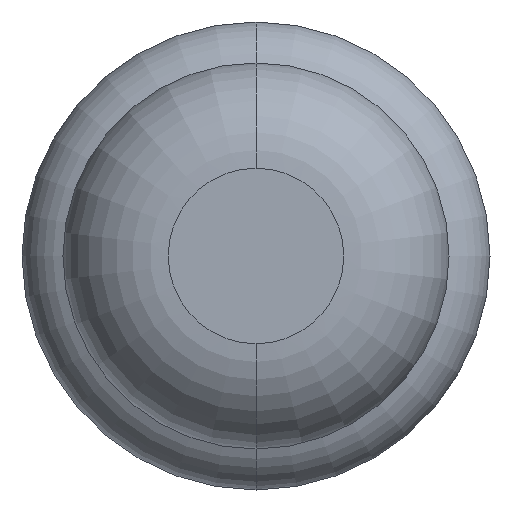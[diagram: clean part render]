
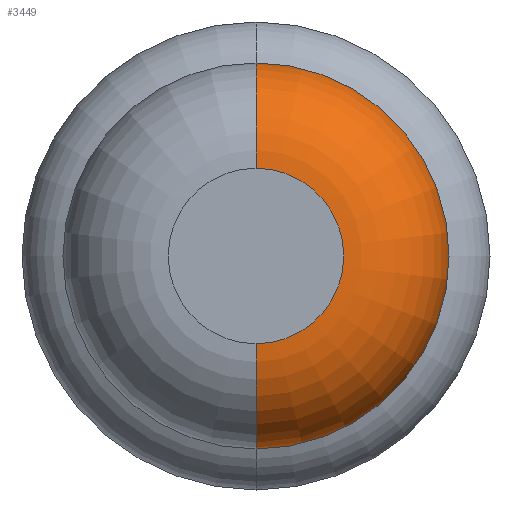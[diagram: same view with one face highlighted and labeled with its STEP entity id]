
A CAD part, front view. The second image highlights one B-rep face of the part: STEP entity #3449.
In plain terms, the highlighted toroidal (fillet/blend) face has major radius 0.375 mm and minor radius 0.45 mm.
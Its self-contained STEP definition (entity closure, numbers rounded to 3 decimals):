
#58 = AXIS2_PLACEMENT_3D ( 'NONE', #1652, #1665, #3651 ) ;
#118 = DIRECTION ( 'NONE',  ( 0., 0., 1. ) ) ;
#137 = EDGE_LOOP ( 'NONE', ( #142, #2752, #1278, #2012 ) ) ;
#142 = ORIENTED_EDGE ( 'NONE', *, *, #154, .T. ) ;
#154 = EDGE_CURVE ( 'Defeature ausgef�hrt1_7+Defeature ausgef�hrt1_6+Defeature ausgef�hrt1_6+Defeature ausgef�hrt1_6', #1195, #2713, #2527, .T. ) ;
#230 = EDGE_CURVE ( 'NONE', #1195, #843, #3322, .T. ) ;
#267 = CARTESIAN_POINT ( 'NONE',  ( 0., -28.55, -0.825 ) ) ;
#272 = CIRCLE ( 'NONE', #1723, 0.45 ) ;
#416 = VERTEX_POINT ( 'NONE', #267 ) ;
#707 = TOROIDAL_SURFACE ( 'NONE', #1621, 0.375, 0.45 ) ;
#747 = CARTESIAN_POINT ( 'NONE',  ( 0., -28.55, 0.375 ) ) ;
#771 = CARTESIAN_POINT ( 'NONE',  ( 0., -28.55, 0. ) ) ;
#843 = VERTEX_POINT ( 'NONE', #3092 ) ;
#903 = DIRECTION ( 'NONE',  ( 1., 0., 0. ) ) ;
#1033 = CARTESIAN_POINT ( 'NONE',  ( 0., -29., -0.375 ) ) ;
#1195 = VERTEX_POINT ( 'NONE', #3583 ) ;
#1278 = ORIENTED_EDGE ( 'NONE', *, *, #3720, .F. ) ;
#1365 = DIRECTION ( 'NONE',  ( 0., 1., 0. ) ) ;
#1488 = CARTESIAN_POINT ( 'NONE',  ( 0., -28.55, -0.375 ) ) ;
#1525 = FACE_OUTER_BOUND ( 'NONE', #137, .T. ) ;
#1621 = AXIS2_PLACEMENT_3D ( 'NONE', #771, #1365, #2251 ) ;
#1652 = CARTESIAN_POINT ( 'NONE',  ( 0., -28.55, 0. ) ) ;
#1665 = DIRECTION ( 'NONE',  ( 0., 1., 0. ) ) ;
#1717 = AXIS2_PLACEMENT_3D ( 'NONE', #2732, #1899, #3019 ) ;
#1723 = AXIS2_PLACEMENT_3D ( 'NONE', #1488, #903, #1758 ) ;
#1758 = DIRECTION ( 'NONE',  ( 0., 0., -1. ) ) ;
#1860 = DIRECTION ( 'NONE',  ( -1., 0., 0. ) ) ;
#1899 = DIRECTION ( 'NONE',  ( 0., 1., 0. ) ) ;
#1973 = EDGE_CURVE ( 'NONE', #2713, #416, #272, .T. ) ;
#2012 = ORIENTED_EDGE ( 'NONE', *, *, #230, .F. ) ;
#2251 = DIRECTION ( 'NONE',  ( 0., 0., 1. ) ) ;
#2527 = CIRCLE ( 'NONE', #1717, 0.375 ) ;
#2557 = CIRCLE ( 'NONE', #58, 0.825 ) ;
#2713 = VERTEX_POINT ( 'NONE', #1033 ) ;
#2732 = CARTESIAN_POINT ( 'NONE',  ( 0., -29., 0. ) ) ;
#2752 = ORIENTED_EDGE ( 'NONE', *, *, #1973, .T. ) ;
#3019 = DIRECTION ( 'NONE',  ( 0., 0., 1. ) ) ;
#3092 = CARTESIAN_POINT ( 'NONE',  ( 0., -28.55, 0.825 ) ) ;
#3177 = AXIS2_PLACEMENT_3D ( 'NONE', #747, #1860, #118 ) ;
#3322 = CIRCLE ( 'NONE', #3177, 0.45 ) ;
#3449 = ADVANCED_FACE ( 'Defeature ausgef�hrt1_7', ( #1525 ), #707, .T. ) ;
#3583 = CARTESIAN_POINT ( 'NONE',  ( 0., -29., 0.375 ) ) ;
#3651 = DIRECTION ( 'NONE',  ( 0., 0., 1. ) ) ;
#3720 = EDGE_CURVE ( 'Defeature ausgef�hrt1_8+Defeature ausgef�hrt1_7+Defeature ausgef�hrt1_7+Defeature ausgef�hrt1_7', #843, #416, #2557, .T. ) ;
